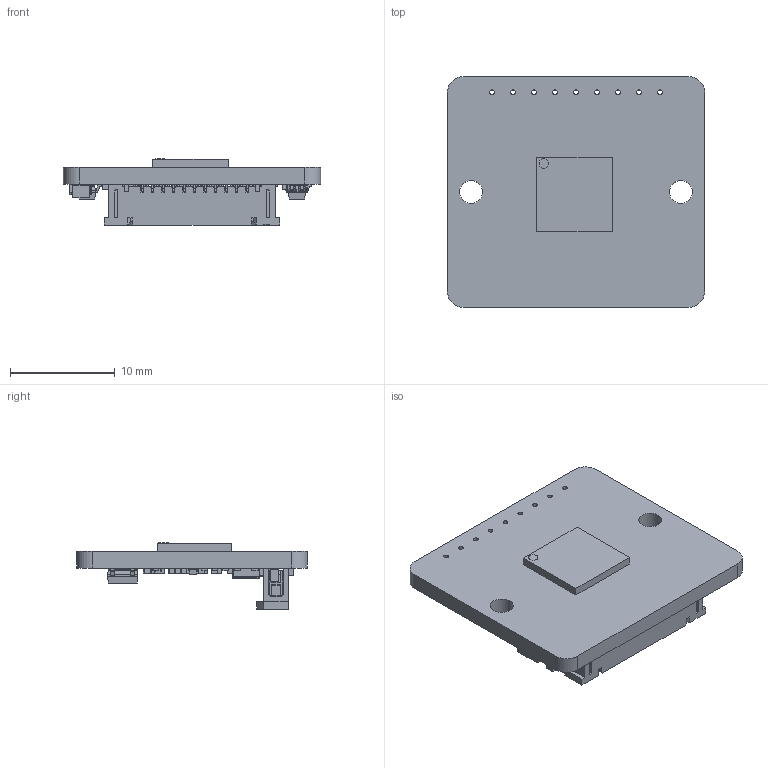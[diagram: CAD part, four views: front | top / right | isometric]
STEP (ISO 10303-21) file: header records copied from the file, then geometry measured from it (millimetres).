
FILE_DESCRIPTION(('Open CASCADE Model'),'2;1');
FILE_NAME('Open CASCADE Shape Model','2023-07-20T20:25:34',('Author'),( 'Open CASCADE'),'Open CASCADE STEP processor 6.8','Open CASCADE 6.8' ,'Unknown');
FILE_SCHEMA(('AUTOMOTIVE_DESIGN { 1 0 10303 214 1 1 1 1 }'));
Length unit declared in the file: millimetre
Products named in the file (96): PCB; Board; Open CASCADE STEP translator 6.8 1.1.1; D1; 5935314912; SOD523_Lead; SOD523_Lower_body; SOD523_Upper_body; LED1; 5935314672; Body; Pins; R14; User_Library-d0402h025; R13; R12; L2; BLM15AG102SN1D; U7; 5935313952; PinsArrayLR; U6; U5; 5935314432; PinsArrayL; PinsArrayR; U4; U3; U2; 5935316592; BODY-VSSOP; LEAD-VSSOP; R10; R9; R8; R5; R2; L5; L4; L3 ...
Assembly tree (146 placements, depth 5):
  PCB
    Board
      Open CASCADE STEP translator 6.8 1.1.1
    D1
      5935314912
        SOD523_Lead
        SOD523_Lower_body
        SOD523_Upper_body
    LED1
      5935314672
        Body
        Pins
    R14
      User_Library-d0402h025
    R13
      User_Library-d0402h025
    R12
      User_Library-d0402h025
    L2
      BLM15AG102SN1D
    U7
      5935313952
        Body
        PinsArrayLR
    U6
      5935313952
        Body
        PinsArrayLR
    U5
      5935314432
        Body
        PinsArrayL
        PinsArrayR
    U4
      5935314432
        Body
        PinsArrayL
        PinsArrayR
    U3
      5935314432
        Body
        PinsArrayL
        PinsArrayR
    U2
      5935316592
        BODY-VSSOP
        LEAD-VSSOP  x8
    R10
      User_Library-d0402h025
    R9
      User_Library-d0402h025
    R8
      User_Library-d0402h025
    R5
      User_Library-d0402h025
    R2
      User_Library-d0402h025
    L5
      BLM15AG102SN1D
    L4
Bounding box: 24.5 x 22 x 6.31 mm (x, y, z)
Volume: 1062.5 mm3; surface area: 2115.8 mm2
Topology: 115 solids, 115 shells, 2917 faces, 7642 edges, 5010 vertices
Faces by surface type: plane 2085, cylinder 584, bspline 192, sphere 56
Full cylindrical faces by diameter (mm): 0.156 x2, 0.203 x3, 0.45 x9, 2.2 x2
Entity records: 56503 total; most frequent: CARTESIAN_POINT 12060, ORIENTED_EDGE 9052, DIRECTION 8126, EDGE_CURVE 4526, LINE 3740, VECTOR 3740, VERTEX_POINT 2946, AXIS2_PLACEMENT_3D 2193
